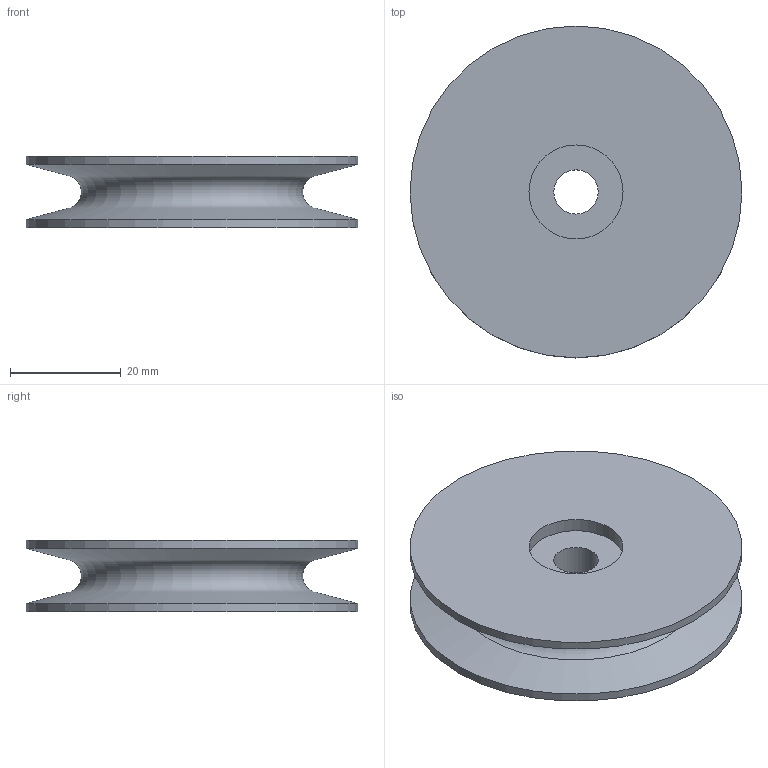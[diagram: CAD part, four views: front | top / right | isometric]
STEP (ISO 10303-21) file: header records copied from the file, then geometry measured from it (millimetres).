
FILE_DESCRIPTION (( 'STEP AP203' ), '1' );
FILE_NAME ('250814 STEP 3-400575-01_5501.STEP', '2025-08-14T08:12:47', ( '' ), ( '' ), 'SwSTEP 2.0', 'SolidWorks 2024', '' );
FILE_SCHEMA (( 'CONFIG_CONTROL_DESIGN' ));
Length unit declared in the file: millimetre
Products named in the file (1): 250814 STEP 3-400575-01_5501
Bounding box: 60 x 60 x 13 mm (x, y, z)
Volume: 21140.1 mm3; surface area: 13447.5 mm2
Topology: 8 solids, 12 shells, 33 faces, 68 edges, 43 vertices
Faces by surface type: cylinder 12, plane 8, sphere 7, torus 4, cone 2
Full cylindrical faces by diameter (mm): 8 x1, 12.15 x1, 17 x2, 19.2 x2, 22 x3, 32 x1, 60 x2
Entity records: 669 total; most frequent: DIRECTION 120, CARTESIAN_POINT 86, AXIS2_PLACEMENT_3D 60, ORIENTED_EDGE 52, EDGE_LOOP 52, FACE_OUTER_BOUND 42, ADVANCED_FACE 33, EDGE_CURVE 26
